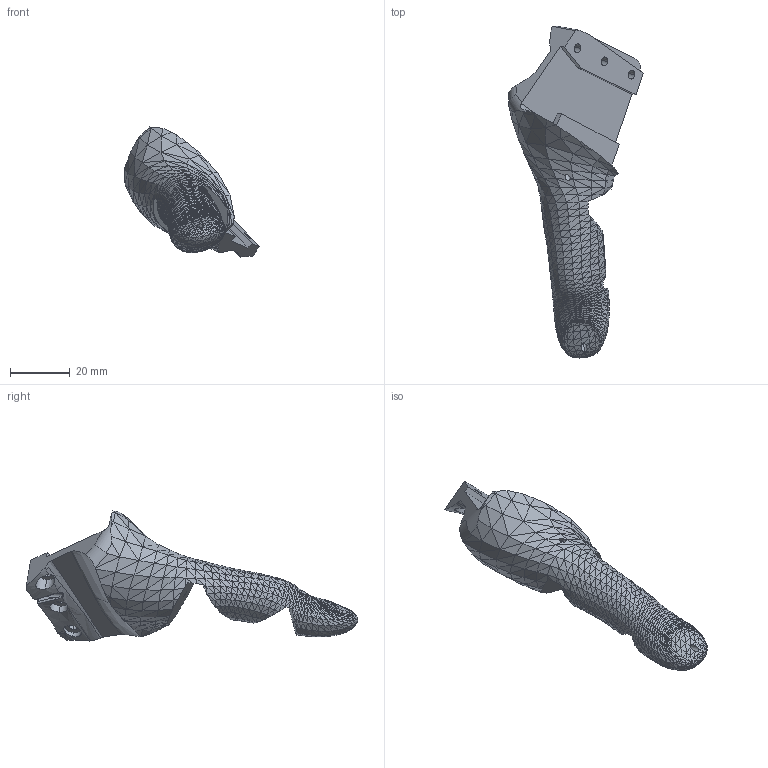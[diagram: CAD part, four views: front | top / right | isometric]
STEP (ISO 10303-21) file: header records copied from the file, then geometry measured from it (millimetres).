
FILE_DESCRIPTION((''),'2;1');
FILE_NAME('OBMP-FAH-1852','2023-10-12T14:36:56',('ccha425'),('Department of Mechanical Engineering, The University of Auckland'),'CREO PARAMETRIC BY PTC INC, 2017260','CREO PARAMETRIC BY PTC INC, 2017260','');
FILE_SCHEMA(('CONFIG_CONTROL_DESIGN'));
Length unit declared in the file: millimetre
Products named in the file (1): OBMP-FAH-1852
Bounding box: 44.94 x 110.8 x 43.4 mm (x, y, z)
Volume: 26723.1 mm3; surface area: 9898.1 mm2
Topology: 1 solids, 1 shells, 1391 faces, 2395 edges, 1000 vertices
Faces by surface type: plane 1341, cylinder 23, bspline 22, extrusion 5
Entity records: 32080 total; most frequent: CARTESIAN_POINT 7245, DIRECTION 5011, ORIENTED_EDGE 4788, EDGE_CURVE 2394, VECTOR 2215, LINE 2210, EDGE_LOOP 1402, AXIS2_PLACEMENT_3D 1398
